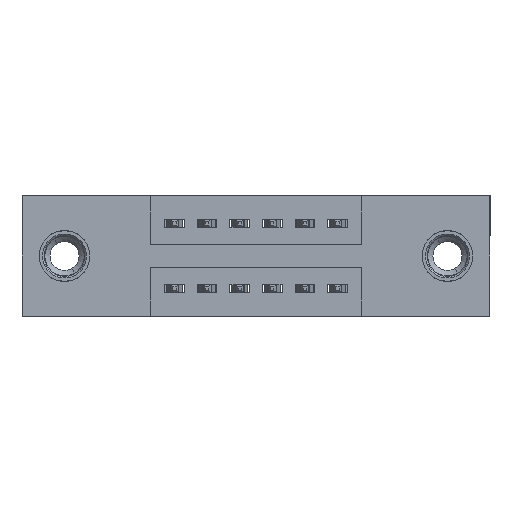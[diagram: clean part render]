
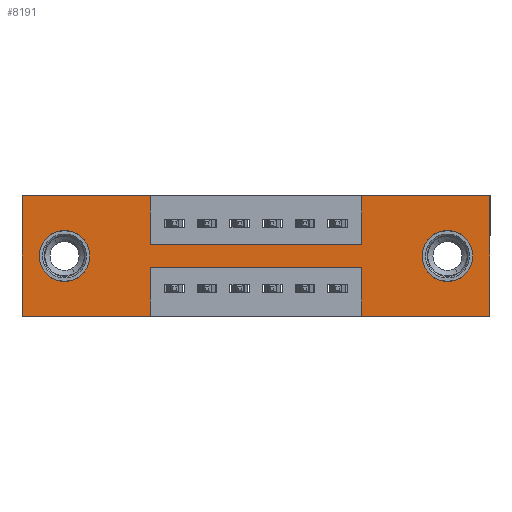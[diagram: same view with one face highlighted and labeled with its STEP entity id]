
A CAD part, front view. The second image highlights one B-rep face of the part: STEP entity #8191.
In plain terms, the highlighted planar face has unit normal (0, -1, 0).
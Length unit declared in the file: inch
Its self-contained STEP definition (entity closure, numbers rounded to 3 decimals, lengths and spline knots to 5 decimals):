
#38 = CARTESIAN_POINT ( 'NONE',  ( 1.305, 0., -0.263 ) ) ;
#111 = EDGE_LOOP ( 'NONE', ( #4486, #1066, #2750, #11087, #4529, #2354, #2132, #8229, #8127, #3783, #1621, #9050 ) ) ;
#152 = DIRECTION ( 'NONE',  ( 1., 0., 0. ) ) ;
#519 = DIRECTION ( 'NONE',  ( 0., 0., 1. ) ) ;
#551 = VECTOR ( 'NONE', #3836, 39.37008 ) ;
#606 = DIRECTION ( 'NONE',  ( 0., 0., 1. ) ) ;
#628 = EDGE_LOOP ( 'NONE', ( #8166, #1422 ) ) ;
#673 = VECTOR ( 'NONE', #6800, 39.37008 ) ;
#695 = AXIS2_PLACEMENT_3D ( 'NONE', #1849, #5550, #994 ) ;
#718 = AXIS2_PLACEMENT_3D ( 'NONE', #7137, #9865, #4438 ) ;
#754 = EDGE_CURVE ( 'NONE', #2097, #7685, #1605, .T. ) ;
#979 = CARTESIAN_POINT ( 'NONE',  ( 0.3925, 0., 0. ) ) ;
#994 = DIRECTION ( 'NONE',  ( 0., 0., 1. ) ) ;
#1066 = ORIENTED_EDGE ( 'NONE', *, *, #4069, .F. ) ;
#1082 = CARTESIAN_POINT ( 'NONE',  ( 0., 0., 0. ) ) ;
#1348 = ORIENTED_EDGE ( 'NONE', *, *, #10985, .T. ) ;
#1422 = ORIENTED_EDGE ( 'NONE', *, *, #3865, .T. ) ;
#1509 = VERTEX_POINT ( 'NONE', #5659 ) ;
#1533 = DIRECTION ( 'NONE',  ( 0., 0., -1. ) ) ;
#1603 = CARTESIAN_POINT ( 'NONE',  ( 1.0425, 0., 0. ) ) ;
#1605 = LINE ( 'NONE', #5367, #7518 ) ;
#1621 = ORIENTED_EDGE ( 'NONE', *, *, #3962, .F. ) ;
#1639 = CARTESIAN_POINT ( 'NONE',  ( 0.3925, 0., 0. ) ) ;
#1681 = VECTOR ( 'NONE', #606, 39.37008 ) ;
#1716 = VERTEX_POINT ( 'NONE', #7479 ) ;
#1808 = EDGE_CURVE ( 'NONE', #3038, #2492, #8184, .T. ) ;
#1849 = CARTESIAN_POINT ( 'NONE',  ( 0.13, 0., -0.185 ) ) ;
#2010 = CARTESIAN_POINT ( 'NONE',  ( 1.0425, 0., -0.37 ) ) ;
#2071 = EDGE_CURVE ( 'NONE', #1509, #6334, #5775, .T. ) ;
#2088 = VERTEX_POINT ( 'NONE', #10986 ) ;
#2097 = VERTEX_POINT ( 'NONE', #2010 ) ;
#2132 = ORIENTED_EDGE ( 'NONE', *, *, #1808, .F. ) ;
#2354 = ORIENTED_EDGE ( 'NONE', *, *, #9985, .F. ) ;
#2418 = CIRCLE ( 'NONE', #11302, 0.078 ) ;
#2457 = LINE ( 'NONE', #11001, #11054 ) ;
#2492 = VERTEX_POINT ( 'NONE', #1603 ) ;
#2750 = ORIENTED_EDGE ( 'NONE', *, *, #754, .F. ) ;
#2759 = EDGE_CURVE ( 'NONE', #1716, #3038, #6762, .T. ) ;
#2961 = CARTESIAN_POINT ( 'NONE',  ( 0.3925, 0., -0.15 ) ) ;
#2973 = ORIENTED_EDGE ( 'NONE', *, *, #10825, .T. ) ;
#2989 = AXIS2_PLACEMENT_3D ( 'NONE', #6350, #6416, #9085 ) ;
#3018 = CARTESIAN_POINT ( 'NONE',  ( 1.0425, 0., 0. ) ) ;
#3038 = VERTEX_POINT ( 'NONE', #10105 ) ;
#3115 = VECTOR ( 'NONE', #9963, 39.37008 ) ;
#3138 = DIRECTION ( 'NONE',  ( 0., 0., 1. ) ) ;
#3152 = VERTEX_POINT ( 'NONE', #5533 ) ;
#3465 = VECTOR ( 'NONE', #6115, 39.37008 ) ;
#3573 = VECTOR ( 'NONE', #3846, 39.37008 ) ;
#3749 = LINE ( 'NONE', #9743, #3465 ) ;
#3783 = ORIENTED_EDGE ( 'NONE', *, *, #9484, .F. ) ;
#3836 = DIRECTION ( 'NONE',  ( 1., 0., 0. ) ) ;
#3846 = DIRECTION ( 'NONE',  ( -1., 0., 0. ) ) ;
#3865 = EDGE_CURVE ( 'NONE', #5125, #3152, #2418, .T. ) ;
#3961 = VECTOR ( 'NONE', #3138, 39.37008 ) ;
#3962 = EDGE_CURVE ( 'NONE', #6752, #2088, #5882, .T. ) ;
#4069 = EDGE_CURVE ( 'NONE', #7685, #6122, #9434, .T. ) ;
#4102 = EDGE_CURVE ( 'NONE', #11437, #6752, #8572, .T. ) ;
#4438 = DIRECTION ( 'NONE',  ( 0., 0., -1. ) ) ;
#4486 = ORIENTED_EDGE ( 'NONE', *, *, #7358, .F. ) ;
#4529 = ORIENTED_EDGE ( 'NONE', *, *, #2071, .F. ) ;
#4591 = VERTEX_POINT ( 'NONE', #979 ) ;
#4629 = PLANE ( 'NONE',  #5590 ) ;
#4972 = EDGE_CURVE ( 'NONE', #3152, #5125, #9113, .T. ) ;
#4999 = CARTESIAN_POINT ( 'NONE',  ( 0., 0., -0.37 ) ) ;
#5125 = VERTEX_POINT ( 'NONE', #11113 ) ;
#5310 = CARTESIAN_POINT ( 'NONE',  ( 1.0425, 0., -0.22 ) ) ;
#5367 = CARTESIAN_POINT ( 'NONE',  ( 1.0425, 0., -0.37 ) ) ;
#5533 = CARTESIAN_POINT ( 'NONE',  ( 0.13, 0., -0.107 ) ) ;
#5550 = DIRECTION ( 'NONE',  ( 0., 1., 0. ) ) ;
#5590 = AXIS2_PLACEMENT_3D ( 'NONE', #10658, #10546, #1533 ) ;
#5605 = CARTESIAN_POINT ( 'NONE',  ( 0.3925, 0., -0.22 ) ) ;
#5659 = CARTESIAN_POINT ( 'NONE',  ( 1.435, 0., 0. ) ) ;
#5775 = LINE ( 'NONE', #6719, #11749 ) ;
#5882 = LINE ( 'NONE', #5990, #1681 ) ;
#5990 = CARTESIAN_POINT ( 'NONE',  ( 0., 0., 0. ) ) ;
#6053 = LINE ( 'NONE', #1082, #3115 ) ;
#6115 = DIRECTION ( 'NONE',  ( 0., 0., -1. ) ) ;
#6122 = VERTEX_POINT ( 'NONE', #8731 ) ;
#6259 = DIRECTION ( 'NONE',  ( 0., 0., 1. ) ) ;
#6308 = CIRCLE ( 'NONE', #718, 0.078 ) ;
#6334 = VERTEX_POINT ( 'NONE', #6601 ) ;
#6350 = CARTESIAN_POINT ( 'NONE',  ( 1.305, 0., -0.185 ) ) ;
#6416 = DIRECTION ( 'NONE',  ( 0., 1., 0. ) ) ;
#6601 = CARTESIAN_POINT ( 'NONE',  ( 1.435, 0., -0.37 ) ) ;
#6719 = CARTESIAN_POINT ( 'NONE',  ( 1.435, 0., 0. ) ) ;
#6752 = VERTEX_POINT ( 'NONE', #8374 ) ;
#6762 = LINE ( 'NONE', #2961, #551 ) ;
#6800 = DIRECTION ( 'NONE',  ( -1., 0., 0. ) ) ;
#6952 = VERTEX_POINT ( 'NONE', #38 ) ;
#6954 = LINE ( 'NONE', #11040, #3573 ) ;
#6955 = DIRECTION ( 'NONE',  ( 0., 0., -1. ) ) ;
#7137 = CARTESIAN_POINT ( 'NONE',  ( 1.305, 0., -0.185 ) ) ;
#7358 = EDGE_CURVE ( 'NONE', #6122, #11437, #3749, .T. ) ;
#7479 = CARTESIAN_POINT ( 'NONE',  ( 0.3925, 0., -0.15 ) ) ;
#7518 = VECTOR ( 'NONE', #6259, 39.37008 ) ;
#7685 = VERTEX_POINT ( 'NONE', #5310 ) ;
#7945 = LINE ( 'NONE', #1639, #11073 ) ;
#7954 = FACE_OUTER_BOUND ( 'NONE', #111, .T. ) ;
#8127 = ORIENTED_EDGE ( 'NONE', *, *, #8360, .F. ) ;
#8166 = ORIENTED_EDGE ( 'NONE', *, *, #4972, .T. ) ;
#8184 = LINE ( 'NONE', #3018, #3961 ) ;
#8191 = ADVANCED_FACE ( 'NONE', ( #8236, #10386, #7954 ), #4629, .T. ) ;
#8229 = ORIENTED_EDGE ( 'NONE', *, *, #2759, .F. ) ;
#8236 = FACE_BOUND ( 'NONE', #10704, .T. ) ;
#8280 = CARTESIAN_POINT ( 'NONE',  ( 1.305, 0., -0.107 ) ) ;
#8360 = EDGE_CURVE ( 'NONE', #4591, #1716, #7945, .T. ) ;
#8374 = CARTESIAN_POINT ( 'NONE',  ( 0., 0., -0.37 ) ) ;
#8572 = LINE ( 'NONE', #4999, #673 ) ;
#8614 = CARTESIAN_POINT ( 'NONE',  ( 0.13, 0., -0.185 ) ) ;
#8731 = CARTESIAN_POINT ( 'NONE',  ( 0.3925, 0., -0.22 ) ) ;
#8833 = VERTEX_POINT ( 'NONE', #8280 ) ;
#8938 = EDGE_CURVE ( 'NONE', #6334, #2097, #6954, .T. ) ;
#9050 = ORIENTED_EDGE ( 'NONE', *, *, #4102, .F. ) ;
#9085 = DIRECTION ( 'NONE',  ( 0., 0., -1. ) ) ;
#9113 = CIRCLE ( 'NONE', #695, 0.078 ) ;
#9434 = LINE ( 'NONE', #5605, #10870 ) ;
#9484 = EDGE_CURVE ( 'NONE', #2088, #4591, #2457, .T. ) ;
#9574 = DIRECTION ( 'NONE',  ( 0., 1., 0. ) ) ;
#9640 = CARTESIAN_POINT ( 'NONE',  ( 0.3925, 0., -0.37 ) ) ;
#9743 = CARTESIAN_POINT ( 'NONE',  ( 0.3925, 0., -0.37 ) ) ;
#9865 = DIRECTION ( 'NONE',  ( 0., 1., 0. ) ) ;
#9963 = DIRECTION ( 'NONE',  ( 1., 0., 0. ) ) ;
#9985 = EDGE_CURVE ( 'NONE', #2492, #1509, #6053, .T. ) ;
#10078 = DIRECTION ( 'NONE',  ( 0., 0., -1. ) ) ;
#10105 = CARTESIAN_POINT ( 'NONE',  ( 1.0425, 0., -0.15 ) ) ;
#10386 = FACE_BOUND ( 'NONE', #628, .T. ) ;
#10546 = DIRECTION ( 'NONE',  ( 0., -1., 0. ) ) ;
#10658 = CARTESIAN_POINT ( 'NONE',  ( 0., 0., -0.37 ) ) ;
#10704 = EDGE_LOOP ( 'NONE', ( #2973, #1348 ) ) ;
#10825 = EDGE_CURVE ( 'NONE', #8833, #6952, #11304, .T. ) ;
#10870 = VECTOR ( 'NONE', #11169, 39.37008 ) ;
#10985 = EDGE_CURVE ( 'NONE', #6952, #8833, #6308, .T. ) ;
#10986 = CARTESIAN_POINT ( 'NONE',  ( 0., 0., 0. ) ) ;
#11001 = CARTESIAN_POINT ( 'NONE',  ( 0., 0., 0. ) ) ;
#11040 = CARTESIAN_POINT ( 'NONE',  ( 0., 0., -0.37 ) ) ;
#11054 = VECTOR ( 'NONE', #152, 39.37008 ) ;
#11073 = VECTOR ( 'NONE', #6955, 39.37008 ) ;
#11087 = ORIENTED_EDGE ( 'NONE', *, *, #8938, .F. ) ;
#11113 = CARTESIAN_POINT ( 'NONE',  ( 0.13, 0., -0.263 ) ) ;
#11169 = DIRECTION ( 'NONE',  ( -1., 0., 0. ) ) ;
#11302 = AXIS2_PLACEMENT_3D ( 'NONE', #8614, #9574, #519 ) ;
#11304 = CIRCLE ( 'NONE', #2989, 0.078 ) ;
#11437 = VERTEX_POINT ( 'NONE', #9640 ) ;
#11749 = VECTOR ( 'NONE', #10078, 39.37008 ) ;
